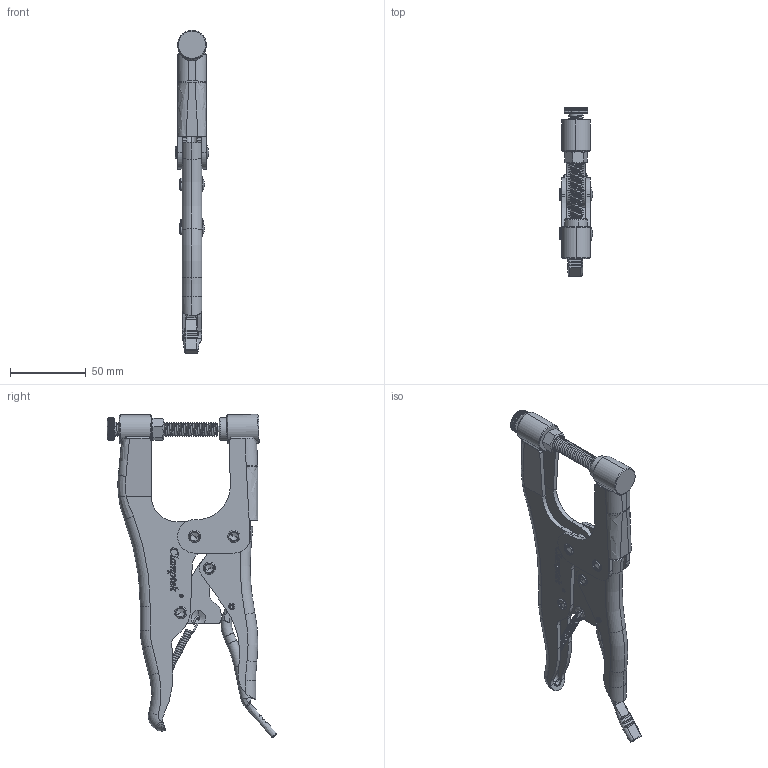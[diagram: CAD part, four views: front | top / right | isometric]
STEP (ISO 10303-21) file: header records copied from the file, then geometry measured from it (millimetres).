
FILE_DESCRIPTION (( 'STEP AP203' ), '1' );
FILE_NAME ('CH-51020.STEP', '2017-12-04T12:28:24', ( 'Windows' ), ( 'Microsoft' ), 'SwSTEP 2.0', 'SolidWorks 2015', '' );
FILE_SCHEMA (( 'CONFIG_CONTROL_DESIGN' ));
Length unit declared in the file: millimetre
Products named in the file (14): CH-51020-02 BAR_默认<按加工>; CH-51020-09; CH-51020-10; CH-51020; CH-51020-11; CH-51020-12; CH-51020-06; CH-51020-04 LABOR-SAVING HANDLE; CH-51020-08; CH-51020-07; CH-51020-01 SUPPORT_默认<按加工>; CH-51020-05 CONNECTING-PLATE; 3-8-16 NUT; CH-51020-03 HANDLE
Assembly tree (15 placements, depth 2):
  CH-51020
    CH-51020-12
    CH-51020-04 LABOR-SAVING HANDLE
    CH-51020-08
    CH-51020-07
    CH-51020-01 SUPPORT_默认<按加工>
    3-8-16 NUT
    CH-51020-02 BAR_默认<按加工>
    CH-51020-10
    CH-51020-11  x2
    CH-51020-06  x2
    CH-51020-05 CONNECTING-PLATE
    CH-51020-03 HANDLE
    CH-51020-09
Bounding box: 22 x 111.6 x 212.97 mm (x, y, z)
Volume: 85712.8 mm3; surface area: 63277.6 mm2
Topology: 24 solids, 24 shells, 1265 faces, 3276 edges, 2072 vertices
Faces by surface type: plane 594, cylinder 280, bspline 263, torus 62, cone 60, sphere 6
Entity records: 62138 total; most frequent: CARTESIAN_POINT 31993, ORIENTED_EDGE 6368, DIRECTION 5378, EDGE_CURVE 3184, VERTEX_POINT 2028, AXIS2_PLACEMENT_3D 1896, VECTOR 1586, LINE 1586
